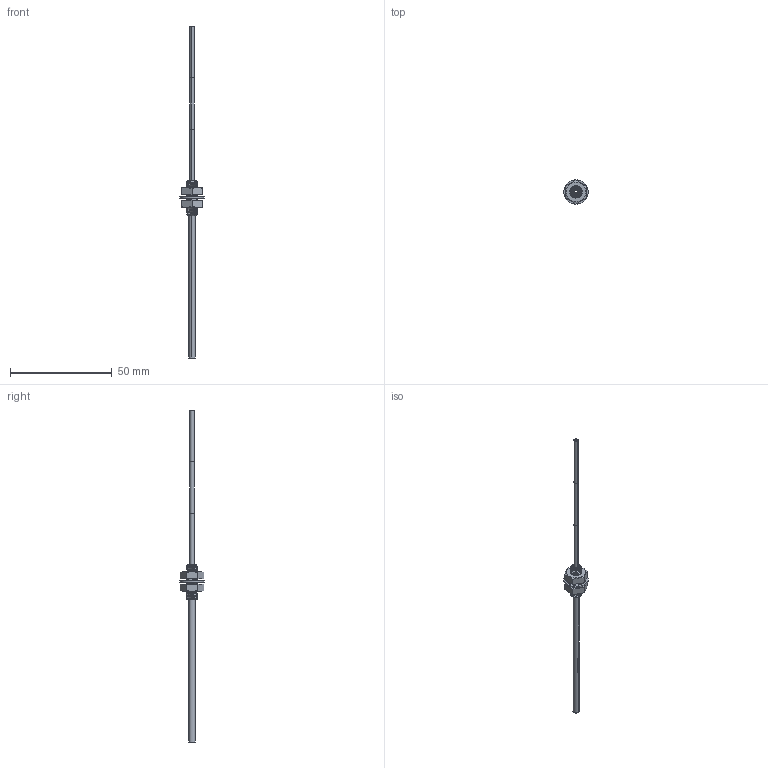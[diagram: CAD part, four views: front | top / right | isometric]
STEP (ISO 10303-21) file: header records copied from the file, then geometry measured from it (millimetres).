
FILE_DESCRIPTION((''),'2;1');
FILE_NAME('191564_ASM','2016-02-16T',('pdmadmin'),(''),'PRO/ENGINEER BY PARAMETRIC TECHNOLOGY CORPORATION, 2013230','PRO/ENGINEER BY PARAMETRIC TECHNOLOGY CORPORATION, 2013230','');
FILE_SCHEMA(('CONFIG_CONTROL_DESIGN'));
Length unit declared in the file: inch
Products named in the file (8): 13958; 08395; 08398_M6X0_75_HEX_JAM_NUT_SS_; 39681; 13969_AF0; FIBER_CORE_060_AF0; 78023_ASM; 191564_ASM
Assembly tree (10 placements, depth 3):
  191564_ASM
    78023_ASM
      13958
      08395
      08398_M6X0_75_HEX_JAM_NUT_SS_  x2
      39681  x3
      13969_AF0
      FIBER_CORE_060_AF0
Bounding box: 11.92 x 11.92 x 163.22 mm (x, y, z)
Volume: 964.9 mm3; surface area: 3959.9 mm2
Topology: 8 solids, 8 shells, 239 faces, 602 edges, 379 vertices
Faces by surface type: cylinder 109, cone 66, plane 48, bspline 16
Entity records: 12291 total; most frequent: CARTESIAN_POINT 7462, ORIENTED_EDGE 1004, DIRECTION 948, EDGE_CURVE 502, AXIS2_PLACEMENT_3D 362, VERTEX_POINT 321, VECTOR 224, LINE 224
